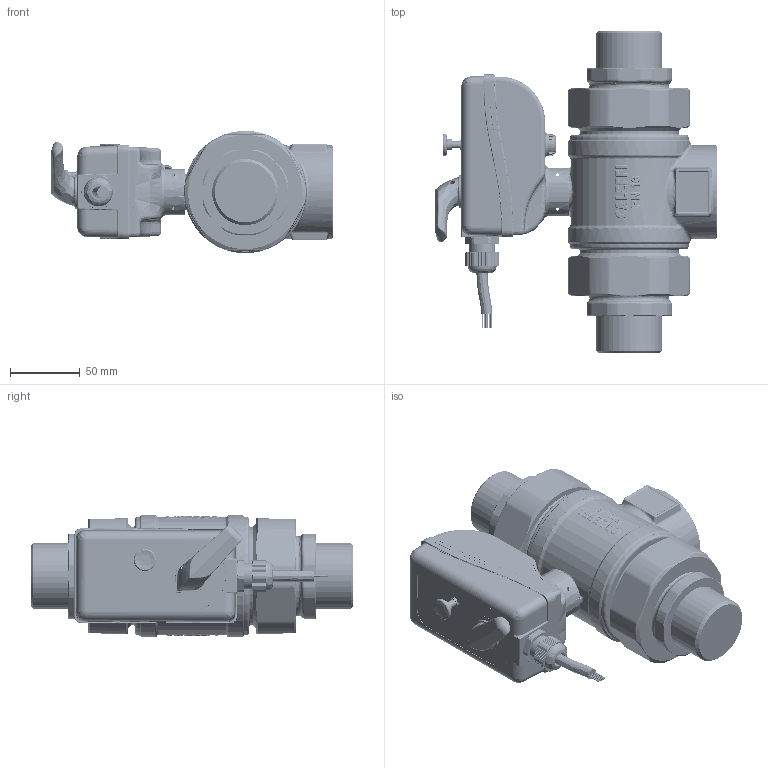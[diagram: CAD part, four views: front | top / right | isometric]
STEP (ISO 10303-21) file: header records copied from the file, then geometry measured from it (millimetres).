
FILE_DESCRIPTION(('CATIA V5 STEP Exchange'),'2;1');
FILE_NAME('STEP_638082_-_TST.stp','2018-07-23T11:59:02+00:00',('none'),('none'),'CATIA Version 5-6 Release 2016 SP4','CATIA V5 STEP AP203','none');
FILE_SCHEMA(('CONFIG_CONTROL_DESIGN'));
Products named in the file (1): 638082 - TST
Bounding box: 202.49 x 231.98 x 87.91 mm (x, y, z)
Volume: 1123913.4 mm3; surface area: 192994.6 mm2
Topology: 2 solids, 2242 shells, 4254 faces, 28952 edges, 26722 vertices
Faces by surface type: bspline 1868, plane 906, cylinder 862, revolution 299, sphere 128, cone 123, torus 68
Entity records: 348816 total; most frequent: CARTESIAN_POINT 202450, ORIENTED_EDGE 33109, EDGE_CURVE 28665, VERTEX_POINT 26702, B_SPLINE_CURVE_WITH_KNOTS 25654, DIRECTION 5741, EDGE_LOOP 4439, ADVANCED_FACE 4244
